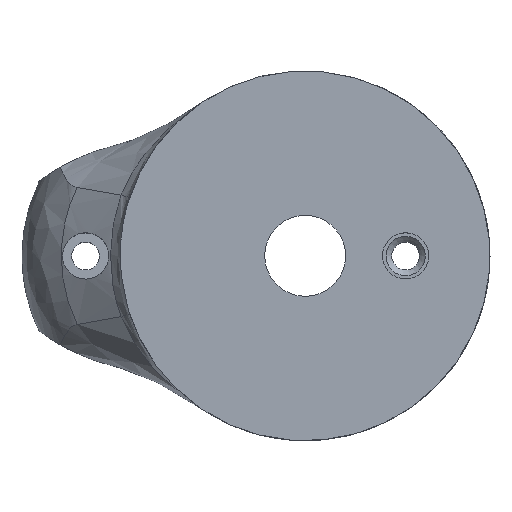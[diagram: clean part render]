
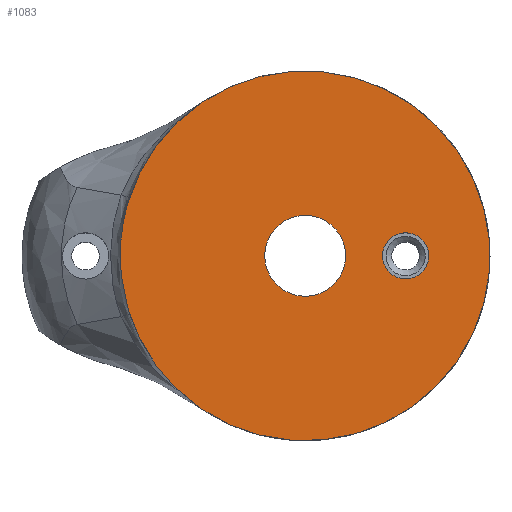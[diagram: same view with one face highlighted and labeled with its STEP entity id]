
A CAD part, top view. The second image highlights one B-rep face of the part: STEP entity #1083.
In plain terms, the highlighted planar face has unit normal (0, 0, 1).
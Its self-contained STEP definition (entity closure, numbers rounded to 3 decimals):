
#49=FACE_BOUND('',#247,.T.);
#50=FACE_BOUND('',#248,.T.);
#66=B_SPLINE_CURVE_WITH_KNOTS('',3,(#1796,#1797,#1798,#1799,#1800,#1801),
 .UNSPECIFIED.,.F.,.F.,(4,2,4),(0.,0.481,0.916),
 .UNSPECIFIED.);
#123=PLANE('',#1174);
#181=FACE_OUTER_BOUND('',#246,.T.);
#246=EDGE_LOOP('',(#1008,#1009));
#247=EDGE_LOOP('',(#1010));
#248=EDGE_LOOP('',(#1011));
#398=CIRCLE('',#1121,2.);
#412=CIRCLE('',#1143,16.);
#418=CIRCLE('',#1156,3.5);
#456=VERTEX_POINT('',#1540);
#485=VERTEX_POINT('',#1794);
#486=VERTEX_POINT('',#1795);
#521=VERTEX_POINT('',#2712);
#569=EDGE_CURVE('',#456,#456,#398,.T.);
#606=EDGE_CURVE('',#485,#486,#66,.F.);
#645=EDGE_CURVE('',#486,#485,#412,.T.);
#669=EDGE_CURVE('',#521,#521,#418,.T.);
#1008=ORIENTED_EDGE('',*,*,#645,.T.);
#1009=ORIENTED_EDGE('',*,*,#606,.T.);
#1010=ORIENTED_EDGE('',*,*,#569,.T.);
#1011=ORIENTED_EDGE('',*,*,#669,.T.);
#1083=ADVANCED_FACE('',(#181,#49,#50),#123,.T.);
#1121=AXIS2_PLACEMENT_3D('',#1541,#1244,#1245);
#1143=AXIS2_PLACEMENT_3D('',#2438,#1307,#1308);
#1156=AXIS2_PLACEMENT_3D('',#2713,#1346,#1347);
#1174=AXIS2_PLACEMENT_3D('',#2797,#1398,#1399);
#1244=DIRECTION('center_axis',(0.,0.,-1.));
#1245=DIRECTION('ref_axis',(-1.,0.,0.));
#1307=DIRECTION('center_axis',(0.,0.,1.));
#1308=DIRECTION('ref_axis',(1.,0.,0.));
#1346=DIRECTION('center_axis',(0.,0.,-1.));
#1347=DIRECTION('ref_axis',(-1.,0.,0.));
#1398=DIRECTION('center_axis',(0.,0.,1.));
#1399=DIRECTION('ref_axis',(1.,0.,0.));
#1540=CARTESIAN_POINT('',(10.7,0.,0.));
#1541=CARTESIAN_POINT('Origin',(8.7,0.,0.));
#1794=CARTESIAN_POINT('',(-15.352,4.508,0.));
#1795=CARTESIAN_POINT('',(-15.352,-4.508,0.));
#1796=CARTESIAN_POINT('Ctrl Pts',(-15.352,-4.508,0.));
#1797=CARTESIAN_POINT('Ctrl Pts',(-15.803,-2.97,0.));
#1798=CARTESIAN_POINT('Ctrl Pts',(-16.021,-1.375,0.));
#1799=CARTESIAN_POINT('Ctrl Pts',(-15.978,1.677,0.));
#1800=CARTESIAN_POINT('Ctrl Pts',(-15.76,3.117,0.));
#1801=CARTESIAN_POINT('Ctrl Pts',(-15.352,4.508,0.));
#2438=CARTESIAN_POINT('Origin',(0.,0.,0.));
#2712=CARTESIAN_POINT('',(3.5,0.,0.));
#2713=CARTESIAN_POINT('Origin',(0.,0.,0.));
#2797=CARTESIAN_POINT('Origin',(0.,0.,0.));
